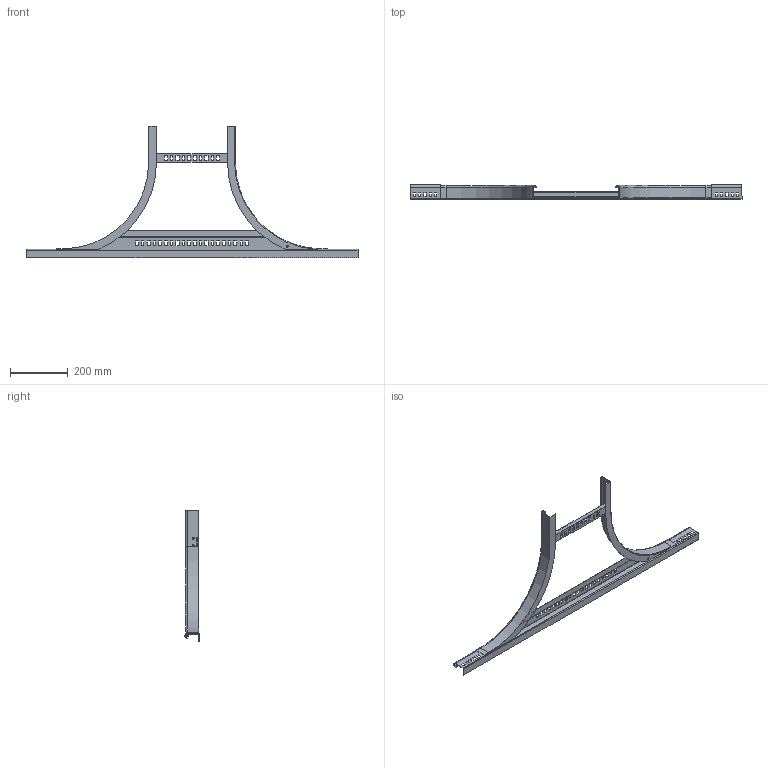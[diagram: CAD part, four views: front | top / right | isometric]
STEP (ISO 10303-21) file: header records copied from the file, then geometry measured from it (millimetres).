
FILE_DESCRIPTION (( 'STEP AP214' ), '1' );
FILE_NAME ('6225812.stp', '2017-03-24T12:40:27', ( '' ), ( '' ), 'SwSTEP 2.0', 'SolidWorks 2016', '' );
FILE_SCHEMA (( 'AUTOMOTIVE_DESIGN' ));
Length unit declared in the file: millimetre
Products named in the file (5): 087887_Innenholm 45xR300 li; 087888_St》zprofil f〉 R300 NB300; 079986_L=0292; 087887_Innenholm 45xR300 re; 6225812
Assembly tree (4 placements, depth 2):
  6225812
    087887_Innenholm 45xR300 re
    079986_L=0292
    087888_St》zprofil f〉 R300 NB300
    087887_Innenholm 45xR300 li
Bounding box: 1150 x 50 x 456.2 mm (x, y, z)
Volume: 382782.5 mm3; surface area: 480477.9 mm2
Topology: 4 solids, 4 shells, 353 faces, 976 edges, 631 vertices
Faces by surface type: plane 258, cylinder 83, torus 6, bspline 6
Entity records: 12100 total; most frequent: CARTESIAN_POINT 2653, ORIENTED_EDGE 1952, DIRECTION 1826, EDGE_CURVE 976, LINE 806, VECTOR 806, VERTEX_POINT 631, AXIS2_PLACEMENT_3D 510
